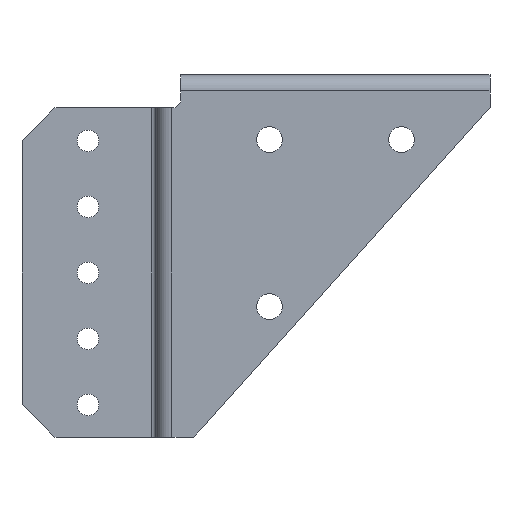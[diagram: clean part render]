
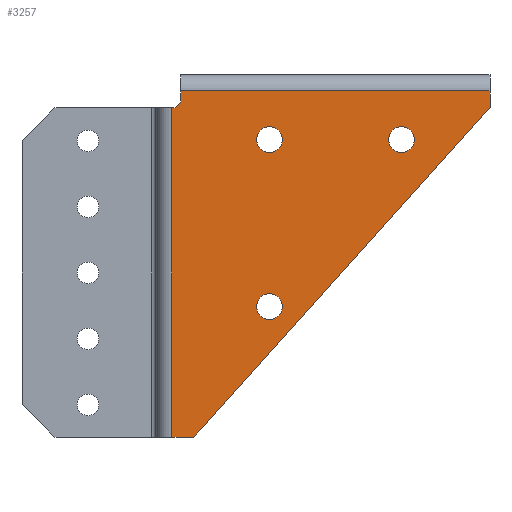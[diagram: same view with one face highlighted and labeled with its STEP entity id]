
A CAD part, front view. The second image highlights one B-rep face of the part: STEP entity #3257.
In plain terms, the highlighted planar face has unit normal (0, -1, 0).
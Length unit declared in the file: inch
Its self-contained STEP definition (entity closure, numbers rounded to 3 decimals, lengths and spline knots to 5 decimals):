
#38 = VECTOR ( 'NONE', #2943, 39.37008 ) ;
#49 = LINE ( 'NONE', #637, #1213 ) ;
#53 = EDGE_CURVE ( 'NONE', #1171, #3512, #1346, .T. ) ;
#57 = CARTESIAN_POINT ( 'NONE',  ( 0.5, -1.36503, -0.401 ) ) ;
#107 = ORIENTED_EDGE ( 'NONE', *, *, #3210, .F. ) ;
#137 = AXIS2_PLACEMENT_3D ( 'NONE', #855, #580, #311 ) ;
#150 = VERTEX_POINT ( 'NONE', #2788 ) ;
#161 = EDGE_CURVE ( 'NONE', #150, #1373, #2403, .T. ) ;
#166 = VERTEX_POINT ( 'NONE', #1692 ) ;
#195 = ORIENTED_EDGE ( 'NONE', *, *, #1574, .F. ) ;
#215 = DIRECTION ( 'NONE',  ( 0., 0., 1. ) ) ;
#230 = DIRECTION ( 'NONE',  ( 0., -1., 0. ) ) ;
#235 = CIRCLE ( 'NONE', #789, 0.098 ) ;
#266 = ORIENTED_EDGE ( 'NONE', *, *, #307, .T. ) ;
#306 = ORIENTED_EDGE ( 'NONE', *, *, #467, .F. ) ;
#307 = EDGE_CURVE ( 'NONE', #1382, #2424, #2826, .T. ) ;
#311 = DIRECTION ( 'NONE',  ( 0., 0., 1. ) ) ;
#455 = DIRECTION ( 'NONE',  ( 0., 0., 1. ) ) ;
#467 = EDGE_CURVE ( 'NONE', #166, #2959, #1341, .T. ) ;
#505 = AXIS2_PLACEMENT_3D ( 'NONE', #2428, #3004, #455 ) ;
#546 = AXIS2_PLACEMENT_3D ( 'NONE', #2596, #2880, #1770 ) ;
#580 = DIRECTION ( 'NONE',  ( 0., 1., 0. ) ) ;
#608 = CARTESIAN_POINT ( 'NONE',  ( -1.23875, -1.36503, -2.655 ) ) ;
#618 = CARTESIAN_POINT ( 'NONE',  ( 0.12813, -1.36503, -1.31893 ) ) ;
#621 = LINE ( 'NONE', #3488, #3249 ) ;
#626 = EDGE_LOOP ( 'NONE', ( #3429, #3166, #2206, #107, #3398, #3351, #195, #306, #2048 ) ) ;
#637 = CARTESIAN_POINT ( 'NONE',  ( -1.23875, -1.36503, -0.096 ) ) ;
#658 = ORIENTED_EDGE ( 'NONE', *, *, #3231, .T. ) ;
#686 = CARTESIAN_POINT ( 'NONE',  ( -0.5, -1.36503, -1.764 ) ) ;
#737 = CIRCLE ( 'NONE', #505, 0.098 ) ;
#746 = VECTOR ( 'NONE', #3218, 39.37008 ) ;
#786 = CARTESIAN_POINT ( 'NONE',  ( -1.23475, -1.36503, -0.032 ) ) ;
#789 = AXIS2_PLACEMENT_3D ( 'NONE', #57, #3211, #1210 ) ;
#855 = CARTESIAN_POINT ( 'NONE',  ( -0.5, -1.36503, -0.401 ) ) ;
#924 = DIRECTION ( 'NONE',  ( 0., -1., 0. ) ) ;
#925 = CARTESIAN_POINT ( 'NONE',  ( -1.17075, -1.36503, -0.096 ) ) ;
#1054 = CARTESIAN_POINT ( 'NONE',  ( 0.5, -1.36503, -0.499 ) ) ;
#1057 = CIRCLE ( 'NONE', #2517, 0.098 ) ;
#1066 = DIRECTION ( 'NONE',  ( 0., 0., 1. ) ) ;
#1067 = CARTESIAN_POINT ( 'NONE',  ( 1.17075, -1.36503, -2.655 ) ) ;
#1087 = DIRECTION ( 'NONE',  ( 0., 0., 1. ) ) ;
#1171 = VERTEX_POINT ( 'NONE', #686 ) ;
#1210 = DIRECTION ( 'NONE',  ( 0., 0., 1. ) ) ;
#1211 = VERTEX_POINT ( 'NONE', #1699 ) ;
#1213 = VECTOR ( 'NONE', #1528, 39.37008 ) ;
#1223 = DIRECTION ( 'NONE',  ( 0., 0., 1. ) ) ;
#1252 = VERTEX_POINT ( 'NONE', #1054 ) ;
#1341 = LINE ( 'NONE', #3438, #38 ) ;
#1346 = CIRCLE ( 'NONE', #2039, 0.098 ) ;
#1373 = VERTEX_POINT ( 'NONE', #3303 ) ;
#1376 = ORIENTED_EDGE ( 'NONE', *, *, #2875, .T. ) ;
#1382 = VERTEX_POINT ( 'NONE', #3399 ) ;
#1392 = CARTESIAN_POINT ( 'NONE',  ( -1.17075, -1.36503, -0.096 ) ) ;
#1417 = VERTEX_POINT ( 'NONE', #2541 ) ;
#1502 = EDGE_CURVE ( 'NONE', #2973, #2494, #2582, .T. ) ;
#1504 = FACE_OUTER_BOUND ( 'NONE', #626, .T. ) ;
#1507 = EDGE_LOOP ( 'NONE', ( #3140, #3442 ) ) ;
#1509 = FACE_BOUND ( 'NONE', #3654, .T. ) ;
#1528 = DIRECTION ( 'NONE',  ( 0., 0., 1. ) ) ;
#1568 = EDGE_CURVE ( 'NONE', #1417, #1252, #235, .T. ) ;
#1574 = EDGE_CURVE ( 'NONE', #2959, #1211, #49, .T. ) ;
#1637 = LINE ( 'NONE', #1392, #2340 ) ;
#1654 = VECTOR ( 'NONE', #2265, 39.37008 ) ;
#1692 = CARTESIAN_POINT ( 'NONE',  ( -1.07725, -1.36503, -2.655 ) ) ;
#1699 = CARTESIAN_POINT ( 'NONE',  ( -1.23875, -1.36503, -0.16 ) ) ;
#1722 = EDGE_LOOP ( 'NONE', ( #1376, #2373 ) ) ;
#1770 = DIRECTION ( 'NONE',  ( 0., 0., 1. ) ) ;
#1783 = EDGE_CURVE ( 'NONE', #1373, #2225, #2797, .T. ) ;
#1843 = CARTESIAN_POINT ( 'NONE',  ( -0.5, -1.36503, -1.568 ) ) ;
#1976 = VERTEX_POINT ( 'NONE', #2814 ) ;
#2006 = LINE ( 'NONE', #2618, #3430 ) ;
#2039 = AXIS2_PLACEMENT_3D ( 'NONE', #3609, #3632, #1066 ) ;
#2048 = ORIENTED_EDGE ( 'NONE', *, *, #2402, .T. ) ;
#2050 = CARTESIAN_POINT ( 'NONE',  ( -1.23475, -1.36503, -0.096 ) ) ;
#2090 = CARTESIAN_POINT ( 'NONE',  ( 1.17075, -1.36503, -0.157 ) ) ;
#2155 = EDGE_CURVE ( 'NONE', #1211, #2973, #2006, .T. ) ;
#2206 = ORIENTED_EDGE ( 'NONE', *, *, #161, .F. ) ;
#2225 = VERTEX_POINT ( 'NONE', #2090 ) ;
#2245 = FACE_BOUND ( 'NONE', #1722, .T. ) ;
#2265 = DIRECTION ( 'NONE',  ( 1., 0., 0. ) ) ;
#2340 = VECTOR ( 'NONE', #1087, 39.37008 ) ;
#2373 = ORIENTED_EDGE ( 'NONE', *, *, #53, .T. ) ;
#2402 = EDGE_CURVE ( 'NONE', #166, #1976, #621, .T. ) ;
#2403 = LINE ( 'NONE', #786, #1654 ) ;
#2424 = VERTEX_POINT ( 'NONE', #2899 ) ;
#2428 = CARTESIAN_POINT ( 'NONE',  ( 0.5, -1.36503, -0.401 ) ) ;
#2465 = CARTESIAN_POINT ( 'NONE',  ( -1.23475, -1.36503, -0.096 ) ) ;
#2491 = DIRECTION ( 'NONE',  ( 0., 1., 0. ) ) ;
#2494 = VERTEX_POINT ( 'NONE', #925 ) ;
#2517 = AXIS2_PLACEMENT_3D ( 'NONE', #2786, #2491, #215 ) ;
#2541 = CARTESIAN_POINT ( 'NONE',  ( 0.5, -1.36503, -0.303 ) ) ;
#2582 = CIRCLE ( 'NONE', #3133, 0.064 ) ;
#2596 = CARTESIAN_POINT ( 'NONE',  ( -0.5, -1.36503, -1.666 ) ) ;
#2618 = CARTESIAN_POINT ( 'NONE',  ( -1.23475, -1.36503, -0.16 ) ) ;
#2644 = DIRECTION ( 'NONE',  ( 1., 0., 0. ) ) ;
#2786 = CARTESIAN_POINT ( 'NONE',  ( -0.5, -1.36503, -0.401 ) ) ;
#2788 = CARTESIAN_POINT ( 'NONE',  ( -1.17075, -1.36503, -0.032 ) ) ;
#2797 = LINE ( 'NONE', #1067, #3623 ) ;
#2814 = CARTESIAN_POINT ( 'NONE',  ( -1.01398, -1.36503, -2.59174 ) ) ;
#2826 = CIRCLE ( 'NONE', #137, 0.098 ) ;
#2875 = EDGE_CURVE ( 'NONE', #3512, #1171, #2914, .T. ) ;
#2880 = DIRECTION ( 'NONE',  ( 0., 1., 0. ) ) ;
#2899 = CARTESIAN_POINT ( 'NONE',  ( -0.5, -1.36503, -0.303 ) ) ;
#2914 = CIRCLE ( 'NONE', #546, 0.098 ) ;
#2943 = DIRECTION ( 'NONE',  ( -1., 0., 0. ) ) ;
#2957 = CARTESIAN_POINT ( 'NONE',  ( -1.23475, -1.36503, -0.16 ) ) ;
#2959 = VERTEX_POINT ( 'NONE', #608 ) ;
#2960 = EDGE_CURVE ( 'NONE', #1976, #2225, #3002, .T. ) ;
#2973 = VERTEX_POINT ( 'NONE', #2957 ) ;
#3002 = LINE ( 'NONE', #618, #746 ) ;
#3004 = DIRECTION ( 'NONE',  ( 0., 1., 0. ) ) ;
#3090 = FACE_BOUND ( 'NONE', #1507, .T. ) ;
#3133 = AXIS2_PLACEMENT_3D ( 'NONE', #2050, #924, #1223 ) ;
#3140 = ORIENTED_EDGE ( 'NONE', *, *, #1568, .T. ) ;
#3166 = ORIENTED_EDGE ( 'NONE', *, *, #1783, .F. ) ;
#3210 = EDGE_CURVE ( 'NONE', #2494, #150, #1637, .T. ) ;
#3211 = DIRECTION ( 'NONE',  ( 0., 1., 0. ) ) ;
#3218 = DIRECTION ( 'NONE',  ( 0.668, 0., 0.744 ) ) ;
#3231 = EDGE_CURVE ( 'NONE', #2424, #1382, #1057, .T. ) ;
#3236 = DIRECTION ( 'NONE',  ( 0.707, 0., 0.707 ) ) ;
#3249 = VECTOR ( 'NONE', #3236, 39.37008 ) ;
#3257 = ADVANCED_FACE ( 'NONE', ( #1509, #3090, #2245, #1504 ), #3619, .T. ) ;
#3303 = CARTESIAN_POINT ( 'NONE',  ( 1.17075, -1.36503, -0.032 ) ) ;
#3315 = DIRECTION ( 'NONE',  ( 0., 0., -1. ) ) ;
#3351 = ORIENTED_EDGE ( 'NONE', *, *, #2155, .F. ) ;
#3380 = DIRECTION ( 'NONE',  ( 0., 0., 1. ) ) ;
#3398 = ORIENTED_EDGE ( 'NONE', *, *, #1502, .F. ) ;
#3399 = CARTESIAN_POINT ( 'NONE',  ( -0.5, -1.36503, -0.499 ) ) ;
#3408 = AXIS2_PLACEMENT_3D ( 'NONE', #2465, #230, #3380 ) ;
#3429 = ORIENTED_EDGE ( 'NONE', *, *, #2960, .T. ) ;
#3430 = VECTOR ( 'NONE', #2644, 39.37008 ) ;
#3438 = CARTESIAN_POINT ( 'NONE',  ( -1.17075, -1.36503, -2.655 ) ) ;
#3442 = ORIENTED_EDGE ( 'NONE', *, *, #3574, .T. ) ;
#3488 = CARTESIAN_POINT ( 'NONE',  ( 0.1235, -1.36503, -1.45425 ) ) ;
#3512 = VERTEX_POINT ( 'NONE', #1843 ) ;
#3574 = EDGE_CURVE ( 'NONE', #1252, #1417, #737, .T. ) ;
#3609 = CARTESIAN_POINT ( 'NONE',  ( -0.5, -1.36503, -1.666 ) ) ;
#3619 = PLANE ( 'NONE',  #3408 ) ;
#3623 = VECTOR ( 'NONE', #3315, 39.37008 ) ;
#3632 = DIRECTION ( 'NONE',  ( 0., 1., 0. ) ) ;
#3654 = EDGE_LOOP ( 'NONE', ( #658, #266 ) ) ;
